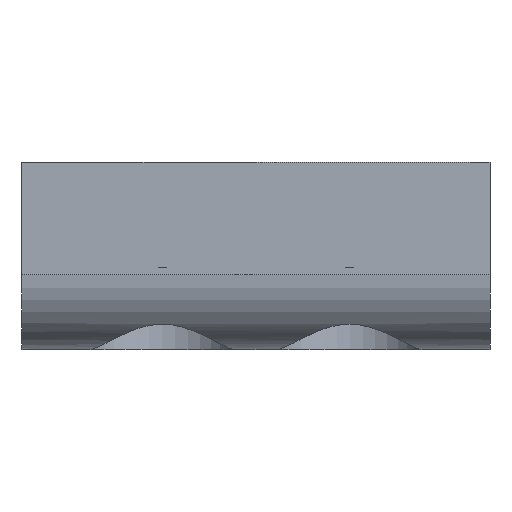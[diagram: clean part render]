
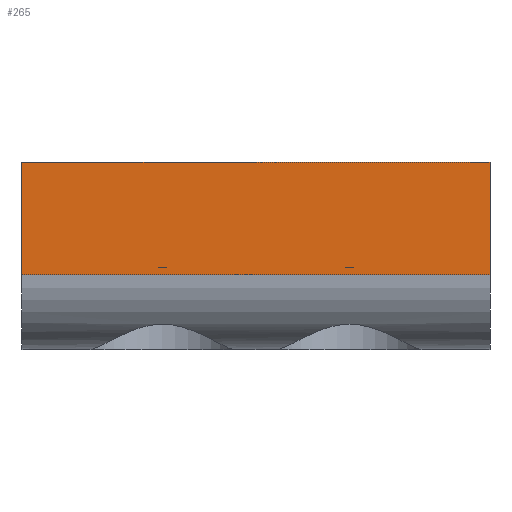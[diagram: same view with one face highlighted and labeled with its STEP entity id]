
A CAD part, front view. The second image highlights one B-rep face of the part: STEP entity #265.
In plain terms, the highlighted planar face has unit normal (0, -1, 0).
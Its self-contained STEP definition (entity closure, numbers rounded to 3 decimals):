
#16 = VERTEX_POINT ( 'NONE', #875 ) ;
#75 = ORIENTED_EDGE ( 'NONE', *, *, #755, .F. ) ;
#118 = DIRECTION ( 'NONE',  ( 1., 0., 0. ) ) ;
#161 = CARTESIAN_POINT ( 'NONE',  ( 12.5, -127.5, -5. ) ) ;
#219 = VECTOR ( 'NONE', #118, 1000. ) ;
#242 = DIRECTION ( 'NONE',  ( 0., 0., 1. ) ) ;
#265 = ADVANCED_FACE ( 'NONE', ( #818 ), #1332, .F. ) ;
#296 = DIRECTION ( 'NONE',  ( 0., 0., -1. ) ) ;
#430 = VERTEX_POINT ( 'NONE', #1410 ) ;
#457 = VECTOR ( 'NONE', #776, 1000. ) ;
#459 = LINE ( 'NONE', #530, #1032 ) ;
#497 = EDGE_CURVE ( 'NONE', #962, #16, #557, .T. ) ;
#499 = CARTESIAN_POINT ( 'NONE',  ( 0., -127.5, 0. ) ) ;
#509 = AXIS2_PLACEMENT_3D ( 'NONE', #499, #786, #242 ) ;
#530 = CARTESIAN_POINT ( 'NONE',  ( -12.5, -127.5, -5. ) ) ;
#557 = LINE ( 'NONE', #161, #1684 ) ;
#596 = LINE ( 'NONE', #1658, #219 ) ;
#624 = CARTESIAN_POINT ( 'NONE',  ( -12.5, -127.5, -1. ) ) ;
#711 = ORIENTED_EDGE ( 'NONE', *, *, #497, .F. ) ;
#755 = EDGE_CURVE ( 'NONE', #957, #430, #459, .T. ) ;
#756 = CARTESIAN_POINT ( 'NONE',  ( 12.5, -127.5, 5. ) ) ;
#776 = DIRECTION ( 'NONE',  ( 1., 0., 0. ) ) ;
#786 = DIRECTION ( 'NONE',  ( 0., 1., 0. ) ) ;
#818 = FACE_OUTER_BOUND ( 'NONE', #1127, .T. ) ;
#823 = ORIENTED_EDGE ( 'NONE', *, *, #1152, .T. ) ;
#839 = LINE ( 'NONE', #1460, #457 ) ;
#875 = CARTESIAN_POINT ( 'NONE',  ( 12.5, -127.5, -1. ) ) ;
#957 = VERTEX_POINT ( 'NONE', #624 ) ;
#962 = VERTEX_POINT ( 'NONE', #756 ) ;
#1032 = VECTOR ( 'NONE', #1495, 1000. ) ;
#1127 = EDGE_LOOP ( 'NONE', ( #75, #823, #711, #1691 ) ) ;
#1152 = EDGE_CURVE ( 'NONE', #957, #16, #839, .T. ) ;
#1243 = EDGE_CURVE ( 'NONE', #430, #962, #596, .T. ) ;
#1332 = PLANE ( 'NONE',  #509 ) ;
#1410 = CARTESIAN_POINT ( 'NONE',  ( -12.5, -127.5, 5. ) ) ;
#1460 = CARTESIAN_POINT ( 'NONE',  ( 0., -127.5, -1. ) ) ;
#1495 = DIRECTION ( 'NONE',  ( 0., 0., 1. ) ) ;
#1658 = CARTESIAN_POINT ( 'NONE',  ( -12.5, -127.5, 5. ) ) ;
#1684 = VECTOR ( 'NONE', #296, 1000. ) ;
#1691 = ORIENTED_EDGE ( 'NONE', *, *, #1243, .F. ) ;
